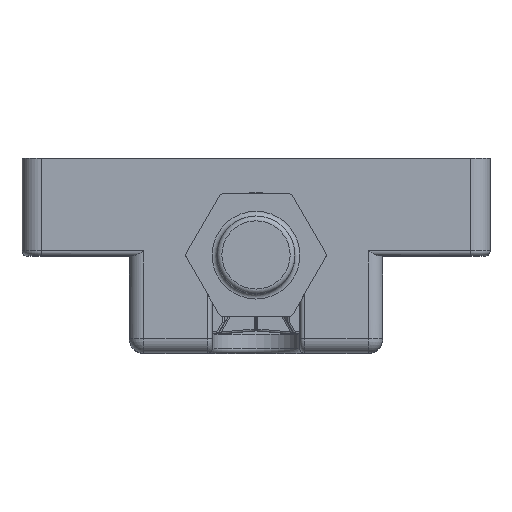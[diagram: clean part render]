
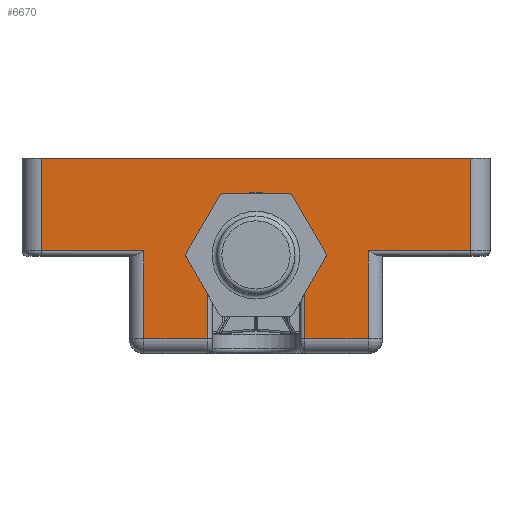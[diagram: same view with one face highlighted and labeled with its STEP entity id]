
A CAD part, top view. The second image highlights one B-rep face of the part: STEP entity #6670.
In plain terms, the highlighted face is planar.
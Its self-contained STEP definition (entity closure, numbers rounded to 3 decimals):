
#297=PLANE('',#7226);
#453=FACE_OUTER_BOUND('',#877,.T.);
#877=EDGE_LOOP('',(#4638,#4639,#4640,#4641,#4642,#4643,#4644,#4645,#4646,
#4647,#4648,#4649));
#1304=LINE('',#10337,#1842);
#1417=LINE('',#10601,#1955);
#1418=LINE('',#10603,#1956);
#1419=LINE('',#10604,#1957);
#1420=LINE('',#10606,#1958);
#1421=LINE('',#10608,#1959);
#1422=LINE('',#10610,#1960);
#1423=LINE('',#10612,#1961);
#1424=LINE('',#10614,#1962);
#1425=LINE('',#10618,#1963);
#1426=LINE('',#10619,#1964);
#1842=VECTOR('',#8079,1000.);
#1955=VECTOR('',#8278,1000.);
#1956=VECTOR('',#8279,1000.);
#1957=VECTOR('',#8280,1000.);
#1958=VECTOR('',#8281,1000.);
#1959=VECTOR('',#8282,1000.);
#1960=VECTOR('',#8283,1000.);
#1961=VECTOR('',#8284,1000.);
#1962=VECTOR('',#8285,1000.);
#1963=VECTOR('',#8288,1000.);
#1964=VECTOR('',#8289,1000.);
#2399=CIRCLE('',#7227,5.);
#2809=VERTEX_POINT('',#10334);
#2810=VERTEX_POINT('',#10336);
#2917=VERTEX_POINT('',#10599);
#2918=VERTEX_POINT('',#10600);
#2919=VERTEX_POINT('',#10602);
#2920=VERTEX_POINT('',#10605);
#2921=VERTEX_POINT('',#10607);
#2922=VERTEX_POINT('',#10609);
#2923=VERTEX_POINT('',#10611);
#2924=VERTEX_POINT('',#10613);
#2925=VERTEX_POINT('',#10615);
#2926=VERTEX_POINT('',#10617);
#3440=EDGE_CURVE('',#2809,#2810,#1304,.T.);
#3575=EDGE_CURVE('',#2917,#2918,#1417,.T.);
#3576=EDGE_CURVE('',#2918,#2919,#1418,.T.);
#3577=EDGE_CURVE('',#2919,#2810,#1419,.T.);
#3578=EDGE_CURVE('',#2809,#2920,#1420,.T.);
#3579=EDGE_CURVE('',#2920,#2921,#1421,.T.);
#3580=EDGE_CURVE('',#2921,#2922,#1422,.T.);
#3581=EDGE_CURVE('',#2922,#2923,#1423,.T.);
#3582=EDGE_CURVE('',#2923,#2924,#1424,.T.);
#3583=EDGE_CURVE('',#2924,#2925,#2399,.T.);
#3584=EDGE_CURVE('',#2925,#2926,#1425,.T.);
#3585=EDGE_CURVE('',#2926,#2917,#1426,.T.);
#4638=ORIENTED_EDGE('',*,*,#3575,.T.);
#4639=ORIENTED_EDGE('',*,*,#3576,.T.);
#4640=ORIENTED_EDGE('',*,*,#3577,.T.);
#4641=ORIENTED_EDGE('',*,*,#3440,.F.);
#4642=ORIENTED_EDGE('',*,*,#3578,.T.);
#4643=ORIENTED_EDGE('',*,*,#3579,.T.);
#4644=ORIENTED_EDGE('',*,*,#3580,.T.);
#4645=ORIENTED_EDGE('',*,*,#3581,.T.);
#4646=ORIENTED_EDGE('',*,*,#3582,.T.);
#4647=ORIENTED_EDGE('',*,*,#3583,.T.);
#4648=ORIENTED_EDGE('',*,*,#3584,.T.);
#4649=ORIENTED_EDGE('',*,*,#3585,.T.);
#6670=ADVANCED_FACE('',(#453),#297,.T.);
#7226=AXIS2_PLACEMENT_3D('',#10598,#8276,#8277);
#7227=AXIS2_PLACEMENT_3D('',#10616,#8286,#8287);
#8079=DIRECTION('',(1.,0.,0.));
#8276=DIRECTION('center_axis',(0.,0.,
-1.));
#8277=DIRECTION('ref_axis',(-1.,0.,0.));
#8278=DIRECTION('',(0.,-1.,0.));
#8279=DIRECTION('',(1.,0.,0.));
#8280=DIRECTION('',(0.,-1.,0.));
#8281=DIRECTION('',(0.,1.,0.));
#8282=DIRECTION('',(1.,0.,0.));
#8283=DIRECTION('',(0.,1.,0.));
#8284=DIRECTION('',(1.,0.,0.));
#8285=DIRECTION('',(0.,-1.,0.));
#8286=DIRECTION('center_axis',(0.,0.,1.));
#8287=DIRECTION('ref_axis',(-1.,0.,0.));
#8288=DIRECTION('',(0.,1.,0.));
#8289=DIRECTION('',(1.,0.,0.));
#10334=CARTESIAN_POINT('',(-22.,0.,-14.));
#10336=CARTESIAN_POINT('',(22.,0.,-14.));
#10337=CARTESIAN_POINT('',(24.,0.,-14.));
#10598=CARTESIAN_POINT('Origin',(-24.,10.,-14.));
#10599=CARTESIAN_POINT('',(11.5,18.5,-14.));
#10600=CARTESIAN_POINT('',(11.5,9.5,-14.));
#10601=CARTESIAN_POINT('',(11.5,10.,-14.));
#10602=CARTESIAN_POINT('',(22.,9.5,-14.));
#10603=CARTESIAN_POINT('',(22.,9.5,-14.));
#10604=CARTESIAN_POINT('',(22.,0.,-14.));
#10605=CARTESIAN_POINT('',(-22.,9.5,-14.));
#10606=CARTESIAN_POINT('',(-22.,10.,-14.));
#10607=CARTESIAN_POINT('',(-11.5,9.5,-14.));
#10608=CARTESIAN_POINT('',(-11.5,9.5,-14.));
#10609=CARTESIAN_POINT('',(-11.5,18.5,-14.));
#10610=CARTESIAN_POINT('',(-11.5,20.,-14.));
#10611=CARTESIAN_POINT('',(-5.,18.5,-14.));
#10612=CARTESIAN_POINT('',(-4.5,18.5,-14.));
#10613=CARTESIAN_POINT('',(-5.,8.5,-14.));
#10614=CARTESIAN_POINT('',(-5.,8.5,-14.));
#10615=CARTESIAN_POINT('',(5.,8.5,-14.));
#10616=CARTESIAN_POINT('Origin',(0.,8.5,-14.));
#10617=CARTESIAN_POINT('',(5.,18.5,-14.));
#10618=CARTESIAN_POINT('',(5.,18.5,-14.));
#10619=CARTESIAN_POINT('',(11.5,18.5,-14.));
